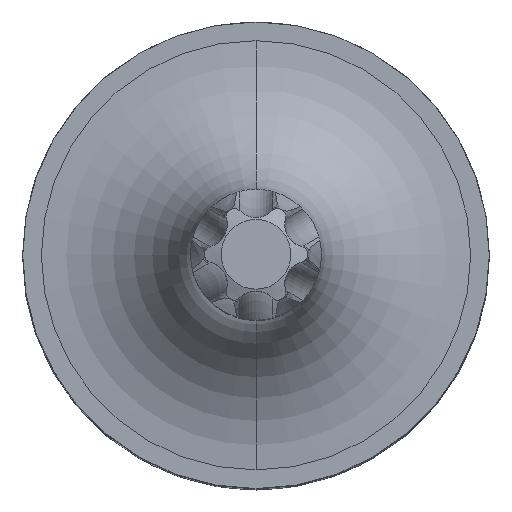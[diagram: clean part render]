
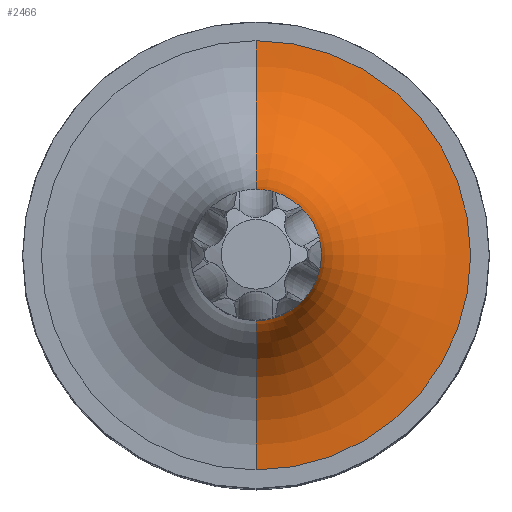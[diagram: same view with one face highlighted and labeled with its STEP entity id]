
A CAD part, top view. The second image highlights one B-rep face of the part: STEP entity #2466.
In plain terms, the highlighted toroidal (fillet/blend) face has major radius 11.492 mm and minor radius 8 mm.
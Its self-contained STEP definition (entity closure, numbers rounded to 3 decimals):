
#631=CARTESIAN_POINT('',(0.,0.008,25.));
#632=DIRECTION('',(0.,0.,-1.));
#633=DIRECTION('',(0.,1.,0.));
#634=AXIS2_PLACEMENT_3D('',#631,#632,#633);
#636=CARTESIAN_POINT('',(0.,3.5,33.));
#637=CARTESIAN_POINT('',(0.257,3.5,32.981));
#638=CARTESIAN_POINT('',(0.771,3.443,32.944));
#639=CARTESIAN_POINT('',(1.508,3.191,32.889));
#640=CARTESIAN_POINT('',(2.175,2.779,32.835));
#641=CARTESIAN_POINT('',(2.739,2.227,32.783));
#642=CARTESIAN_POINT('',(3.171,1.552,32.732));
#643=CARTESIAN_POINT('',(3.435,0.809,32.686));
#644=CARTESIAN_POINT('',(3.53,0.024,32.644));
#645=CARTESIAN_POINT('',(3.446,-0.762,32.606));
#646=CARTESIAN_POINT('',(3.192,-1.507,32.573));
#647=CARTESIAN_POINT('',(2.77,-2.189,32.545));
#648=CARTESIAN_POINT('',(2.216,-2.746,32.523));
#649=CARTESIAN_POINT('',(1.551,-3.172,32.508));
#650=CARTESIAN_POINT('',(0.788,-3.442,32.498));
#651=CARTESIAN_POINT('',(0.262,-3.5,32.496));
#652=CARTESIAN_POINT('',(0.,-3.5,32.496));
#764=CARTESIAN_POINT('',(0.,-3.5,32.496));
#780=CARTESIAN_POINT('',(0.,3.5,33.));
#884=CARTESIAN_POINT('',(0.,-11.484,33.));
#885=DIRECTION('',(1.,0.,0.));
#886=DIRECTION('',(0.,0.,-1.));
#887=AXIS2_PLACEMENT_3D('',#884,#885,#886);
#894=CARTESIAN_POINT('',(0.,11.5,33.));
#895=DIRECTION('',(-1.,0.,0.));
#896=DIRECTION('',(0.,0.,-1.));
#897=AXIS2_PLACEMENT_3D('',#894,#895,#896);
#1887=VERTEX_POINT('',#764);
#1888=VERTEX_POINT('',#780);
#1893=CARTESIAN_POINT('',(0.,11.5,25.));
#1894=VERTEX_POINT('',#1893);
#1895=CARTESIAN_POINT('',(0.,-11.484,25.));
#1896=VERTEX_POINT('',#1895);
#2452=CARTESIAN_POINT('',(0.,0.008,33.));
#2453=DIRECTION('',(0.,0.,-1.));
#2454=DIRECTION('',(0.,-1.,0.));
#2455=AXIS2_PLACEMENT_3D('',#2452,#2453,#2454);
#2456=TOROIDAL_SURFACE('',#2455,11.492,8.);
#2458=ORIENTED_EDGE('',*,*,#2457,.F.);
#2460=ORIENTED_EDGE('',*,*,#2459,.F.);
#2461=ORIENTED_EDGE('',*,*,#2445,.T.);
#2463=ORIENTED_EDGE('',*,*,#2462,.T.);
#2464=EDGE_LOOP('',(#2458,#2460,#2461,#2463));
#2465=FACE_OUTER_BOUND('',#2464,.F.);
#2466=ADVANCED_FACE('',(#2465),#2456,.F.);
#635=CIRCLE('',#634,11.492);
#653=B_SPLINE_CURVE_WITH_KNOTS('',3,(#636,#637,#638,#639,#640,#641,#642,#643,
#644,#645,#646,#647,#648,#649,#650,#651,#652),.UNSPECIFIED.,.F.,.F.,(4,1,1,1,1,
1,1,1,1,1,1,1,1,1,4),(0.,0.071,0.143,
0.214,0.286,0.357,0.429,0.5,
0.571,0.643,0.714,0.786,
0.857,0.929,1.),.UNSPECIFIED.);
#888=CIRCLE('',#887,8.);
#898=CIRCLE('',#897,8.);
#2445=EDGE_CURVE('',#1894,#1896,#635,.T.);
#2457=EDGE_CURVE('',#1888,#1887,#653,.T.);
#2459=EDGE_CURVE('',#1894,#1888,#898,.T.);
#2462=EDGE_CURVE('',#1896,#1887,#888,.T.);
